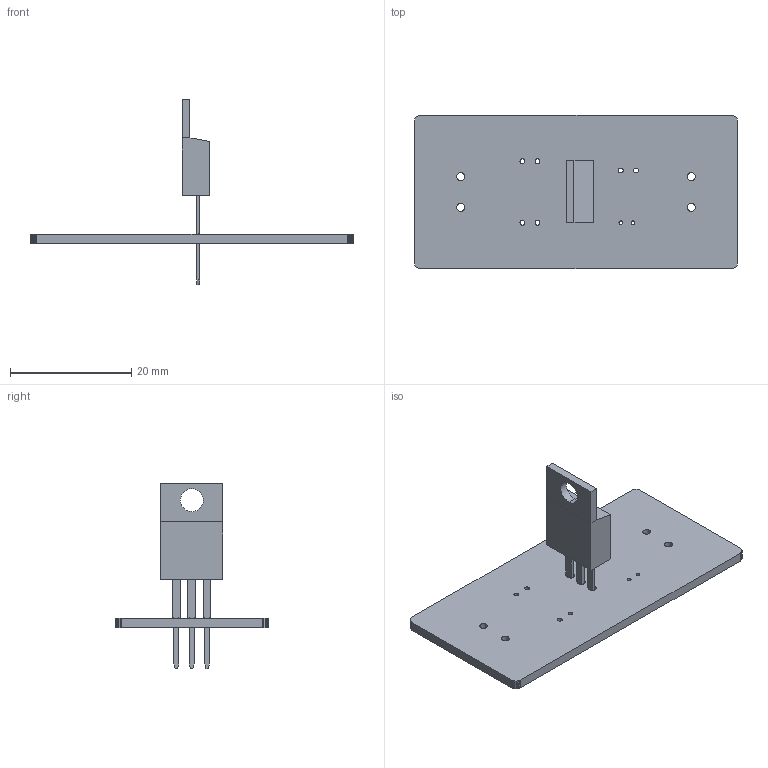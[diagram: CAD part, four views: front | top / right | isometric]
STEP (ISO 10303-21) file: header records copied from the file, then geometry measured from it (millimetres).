
FILE_DESCRIPTION(('KiCad electronic assembly'),'2;1');
FILE_NAME('Regulator 7815.step','2023-05-23T22:47:21',('Pcbnew'),( 'Kicad'),'Open CASCADE STEP processor 7.6','KiCad to STEP converter' ,'Unknown');
FILE_SCHEMA(('AUTOMOTIVE_DESIGN { 1 0 10303 214 1 1 1 1 }'));
Length unit declared in the file: millimetre
Products named in the file (4): Regulator 7815 1; L7815ACV; COMPOUND; Regulator 7815 PCB
Assembly tree (3 placements, depth 3):
  Regulator 7815 1
    L7815ACV
      COMPOUND
    Regulator 7815 PCB
Bounding box: 53.34 x 25.4 x 30.58 mm (x, y, z)
Volume: 2648.3 mm3; surface area: 3673.4 mm2
Topology: 6 solids, 6 shells, 104 faces, 276 edges, 184 vertices
Faces by surface type: plane 87, cylinder 17
Full cylindrical faces by diameter (mm): 0.6 x2, 0.8 x6, 1.27 x3, 1.3 x4
Entity records: 7059 total; most frequent: CARTESIAN_POINT 1324, DIRECTION 1044, LINE 760, VECTOR 760, ORIENTED_EDGE 552, PCURVE 552, DEFINITIONAL_REPRESENTATION 552, EDGE_CURVE 276
